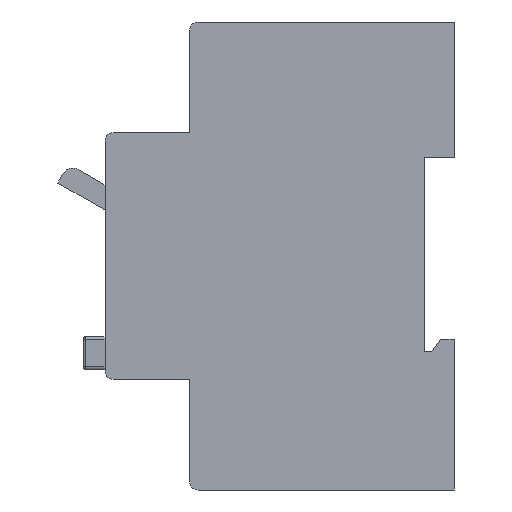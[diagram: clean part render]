
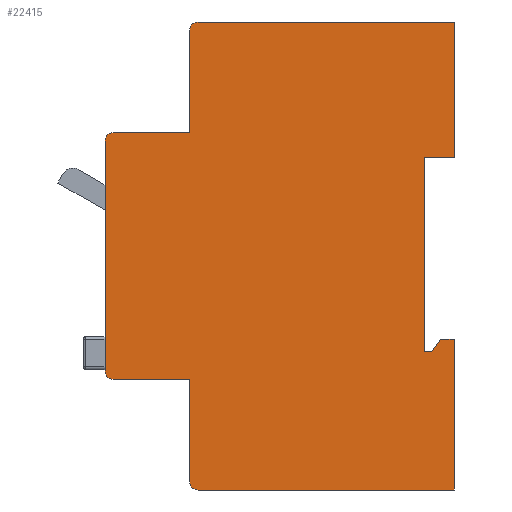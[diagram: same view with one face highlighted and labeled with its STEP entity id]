
A CAD part, left-side view. The second image highlights one B-rep face of the part: STEP entity #22415.
In plain terms, the highlighted planar face has unit normal (-1, 0, 0).
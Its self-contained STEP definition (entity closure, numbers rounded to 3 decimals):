
#35 = LINE ( 'NONE', #10194, #18117 ) ;
#124 = ORIENTED_EDGE ( 'NONE', *, *, #21065, .F. ) ;
#255 = LINE ( 'NONE', #18012, #3691 ) ;
#806 = CARTESIAN_POINT ( 'NONE',  ( -35., -29.145, -15.25 ) ) ;
#970 = AXIS2_PLACEMENT_3D ( 'NONE', #5371, #14047, #9392 ) ;
#995 = DIRECTION ( 'NONE',  ( 0., 0., 1. ) ) ;
#1024 = DIRECTION ( 'NONE',  ( -1., 0., 0. ) ) ;
#1057 = VERTEX_POINT ( 'NONE', #20683 ) ;
#1058 = CARTESIAN_POINT ( 'NONE',  ( -35., -31.645, -15.25 ) ) ;
#1346 = LINE ( 'NONE', #3582, #20242 ) ;
#1390 = ORIENTED_EDGE ( 'NONE', *, *, #14144, .F. ) ;
#1450 = DIRECTION ( 'NONE',  ( 0., -1., 0. ) ) ;
#1458 = VERTEX_POINT ( 'NONE', #10366 ) ;
#1465 = CARTESIAN_POINT ( 'NONE',  ( -35., -26.145, 18. ) ) ;
#1505 = LINE ( 'NONE', #15064, #18650 ) ;
#1518 = ORIENTED_EDGE ( 'NONE', *, *, #9015, .T. ) ;
#1528 = CARTESIAN_POINT ( 'NONE',  ( -35., 32.155, -21. ) ) ;
#2036 = EDGE_CURVE ( 'NONE', #6871, #5490, #1505, .T. ) ;
#2755 = DIRECTION ( 'NONE',  ( 0., 0., 1. ) ) ;
#2864 = VERTEX_POINT ( 'NONE', #13092 ) ;
#3042 = ORIENTED_EDGE ( 'NONE', *, *, #2036, .F. ) ;
#3056 = CARTESIAN_POINT ( 'NONE',  ( -35., 30.655, 21. ) ) ;
#3129 = LINE ( 'NONE', #15245, #10452 ) ;
#3384 = ORIENTED_EDGE ( 'NONE', *, *, #6966, .F. ) ;
#3404 = CARTESIAN_POINT ( 'NONE',  ( -35., 32.155, 22.5 ) ) ;
#3582 = CARTESIAN_POINT ( 'NONE',  ( -35., -31.645, -42.75 ) ) ;
#3691 = VECTOR ( 'NONE', #10144, 1000. ) ;
#3754 = CARTESIAN_POINT ( 'NONE',  ( -35., -31.645, 42.75 ) ) ;
#4075 = VERTEX_POINT ( 'NONE', #18687 ) ;
#4272 = VECTOR ( 'NONE', #2755, 1000. ) ;
#4455 = CARTESIAN_POINT ( 'NONE',  ( -35., 32.155, 21. ) ) ;
#4492 = CARTESIAN_POINT ( 'NONE',  ( -35., 30.655, -22.5 ) ) ;
#4571 = LINE ( 'NONE', #10537, #4272 ) ;
#4958 = VERTEX_POINT ( 'NONE', #1058 ) ;
#5067 = CARTESIAN_POINT ( 'NONE',  ( -35., 15.155, -41.25 ) ) ;
#5371 = CARTESIAN_POINT ( 'NONE',  ( -35., 0., 0. ) ) ;
#5425 = CARTESIAN_POINT ( 'NONE',  ( -35., -31.645, 18. ) ) ;
#5490 = VERTEX_POINT ( 'NONE', #4492 ) ;
#5771 = DIRECTION ( 'NONE',  ( 0., 0., -1. ) ) ;
#5783 = DIRECTION ( 'NONE',  ( 0., 0., 1. ) ) ;
#5811 = ORIENTED_EDGE ( 'NONE', *, *, #25248, .F. ) ;
#6034 = VERTEX_POINT ( 'NONE', #18111 ) ;
#6100 = VECTOR ( 'NONE', #17110, 1000. ) ;
#6191 = ORIENTED_EDGE ( 'NONE', *, *, #16952, .F. ) ;
#6218 = ORIENTED_EDGE ( 'NONE', *, *, #20499, .F. ) ;
#6633 = DIRECTION ( 'NONE',  ( 0., 1., 0. ) ) ;
#6871 = VERTEX_POINT ( 'NONE', #10888 ) ;
#6966 = EDGE_CURVE ( 'NONE', #21806, #17531, #25384, .T. ) ;
#7067 = DIRECTION ( 'NONE',  ( 0., 0., -1. ) ) ;
#7329 = PLANE ( 'NONE',  #970 ) ;
#7514 = ORIENTED_EDGE ( 'NONE', *, *, #7520, .T. ) ;
#7520 = EDGE_CURVE ( 'NONE', #21248, #25366, #12357, .T. ) ;
#7549 = EDGE_CURVE ( 'NONE', #1458, #16900, #19469, .T. ) ;
#9015 = EDGE_CURVE ( 'NONE', #4958, #9128, #22833, .T. ) ;
#9026 = DIRECTION ( 'NONE',  ( -1., 0., 0. ) ) ;
#9027 = ORIENTED_EDGE ( 'NONE', *, *, #19736, .T. ) ;
#9128 = VERTEX_POINT ( 'NONE', #806 ) ;
#9392 = DIRECTION ( 'NONE',  ( 0., 0., -1. ) ) ;
#9712 = EDGE_LOOP ( 'NONE', ( #11351, #15151, #20638, #5811, #1518, #24037, #1390, #24806, #9975, #3384, #6218, #7514, #13241, #124, #16331, #6191, #9027, #3042 ) ) ;
#9915 = EDGE_CURVE ( 'NONE', #1057, #10244, #23739, .T. ) ;
#9975 = ORIENTED_EDGE ( 'NONE', *, *, #24394, .F. ) ;
#10144 = DIRECTION ( 'NONE',  ( 0., 0.58, -0.815 ) ) ;
#10194 = CARTESIAN_POINT ( 'NONE',  ( -35., -31.645, 18. ) ) ;
#10244 = VERTEX_POINT ( 'NONE', #24457 ) ;
#10366 = CARTESIAN_POINT ( 'NONE',  ( -35., 30.655, 22.5 ) ) ;
#10452 = VECTOR ( 'NONE', #25392, 1000. ) ;
#10521 = LINE ( 'NONE', #18266, #13020 ) ;
#10537 = CARTESIAN_POINT ( 'NONE',  ( -35., 32.155, -22.5 ) ) ;
#10813 = VERTEX_POINT ( 'NONE', #18132 ) ;
#10888 = CARTESIAN_POINT ( 'NONE',  ( -35., 16.655, -22.5 ) ) ;
#11211 = CARTESIAN_POINT ( 'NONE',  ( -35., -31.645, -15.25 ) ) ;
#11224 = DIRECTION ( 'NONE',  ( 0., 0., -1. ) ) ;
#11351 = ORIENTED_EDGE ( 'NONE', *, *, #22166, .F. ) ;
#11504 = CARTESIAN_POINT ( 'NONE',  ( -35., 16.655, -42.75 ) ) ;
#12357 = CIRCLE ( 'NONE', #15722, 1.5 ) ;
#12953 = LINE ( 'NONE', #18721, #25016 ) ;
#13020 = VECTOR ( 'NONE', #6633, 1000. ) ;
#13088 = CARTESIAN_POINT ( 'NONE',  ( -35., 30.655, -21. ) ) ;
#13092 = CARTESIAN_POINT ( 'NONE',  ( -35., 15.155, -42.75 ) ) ;
#13241 = ORIENTED_EDGE ( 'NONE', *, *, #24154, .F. ) ;
#13381 = AXIS2_PLACEMENT_3D ( 'NONE', #5067, #1024, #15235 ) ;
#13519 = DIRECTION ( 'NONE',  ( 0., 0., -1. ) ) ;
#13525 = VERTEX_POINT ( 'NONE', #23558 ) ;
#13554 = LINE ( 'NONE', #3404, #18031 ) ;
#13618 = EDGE_CURVE ( 'NONE', #9128, #10813, #255, .T. ) ;
#14047 = DIRECTION ( 'NONE',  ( 1., 0., 0. ) ) ;
#14144 = EDGE_CURVE ( 'NONE', #10244, #10813, #22061, .T. ) ;
#14218 = VECTOR ( 'NONE', #17631, 1000. ) ;
#15064 = CARTESIAN_POINT ( 'NONE',  ( -35., 32.155, -22.5 ) ) ;
#15151 = ORIENTED_EDGE ( 'NONE', *, *, #16399, .T. ) ;
#15235 = DIRECTION ( 'NONE',  ( 0., 0., -1. ) ) ;
#15245 = CARTESIAN_POINT ( 'NONE',  ( -35., -31.645, 42.75 ) ) ;
#15722 = AXIS2_PLACEMENT_3D ( 'NONE', #25198, #9026, #11224 ) ;
#16331 = ORIENTED_EDGE ( 'NONE', *, *, #7549, .T. ) ;
#16399 = EDGE_CURVE ( 'NONE', #4075, #2864, #25481, .T. ) ;
#16562 = VECTOR ( 'NONE', #13519, 1000. ) ;
#16672 = CIRCLE ( 'NONE', #25420, 1.5 ) ;
#16854 = CARTESIAN_POINT ( 'NONE',  ( -35., 15.155, 42.75 ) ) ;
#16900 = VERTEX_POINT ( 'NONE', #4455 ) ;
#16952 = EDGE_CURVE ( 'NONE', #22584, #16900, #4571, .T. ) ;
#17110 = DIRECTION ( 'NONE',  ( 0., 1., 0. ) ) ;
#17531 = VERTEX_POINT ( 'NONE', #5425 ) ;
#17631 = DIRECTION ( 'NONE',  ( 0., 0., -1. ) ) ;
#18012 = CARTESIAN_POINT ( 'NONE',  ( -35., -29.145, -15.25 ) ) ;
#18031 = VECTOR ( 'NONE', #1450, 1000. ) ;
#18111 = CARTESIAN_POINT ( 'NONE',  ( -35., 16.655, 22.5 ) ) ;
#18117 = VECTOR ( 'NONE', #25760, 1000. ) ;
#18132 = CARTESIAN_POINT ( 'NONE',  ( -35., -27.545, -17.5 ) ) ;
#18266 = CARTESIAN_POINT ( 'NONE',  ( -35., -31.645, -42.75 ) ) ;
#18650 = VECTOR ( 'NONE', #23005, 1000. ) ;
#18687 = CARTESIAN_POINT ( 'NONE',  ( -35., 16.655, -41.25 ) ) ;
#18720 = DIRECTION ( 'NONE',  ( -1., 0., 0. ) ) ;
#18721 = CARTESIAN_POINT ( 'NONE',  ( -35., 16.655, 42.75 ) ) ;
#19469 = CIRCLE ( 'NONE', #22357, 1.5 ) ;
#19736 = EDGE_CURVE ( 'NONE', #22584, #5490, #16672, .T. ) ;
#20242 = VECTOR ( 'NONE', #5771, 1000. ) ;
#20499 = EDGE_CURVE ( 'NONE', #21248, #21806, #3129, .T. ) ;
#20638 = ORIENTED_EDGE ( 'NONE', *, *, #21461, .F. ) ;
#20683 = CARTESIAN_POINT ( 'NONE',  ( -35., -26.145, 18. ) ) ;
#21065 = EDGE_CURVE ( 'NONE', #1458, #6034, #13554, .T. ) ;
#21248 = VERTEX_POINT ( 'NONE', #16854 ) ;
#21461 = EDGE_CURVE ( 'NONE', #13525, #2864, #10521, .T. ) ;
#21806 = VERTEX_POINT ( 'NONE', #3754 ) ;
#22038 = VECTOR ( 'NONE', #24392, 1000. ) ;
#22061 = LINE ( 'NONE', #24267, #22038 ) ;
#22166 = EDGE_CURVE ( 'NONE', #4075, #6871, #23520, .T. ) ;
#22357 = AXIS2_PLACEMENT_3D ( 'NONE', #3056, #24928, #7067 ) ;
#22415 = ADVANCED_FACE ( 'NONE', ( #25310 ), #7329, .F. ) ;
#22584 = VERTEX_POINT ( 'NONE', #1528 ) ;
#22613 = DIRECTION ( 'NONE',  ( 0., 0., -1. ) ) ;
#22833 = LINE ( 'NONE', #11211, #6100 ) ;
#23005 = DIRECTION ( 'NONE',  ( 0., 1., 0. ) ) ;
#23075 = VECTOR ( 'NONE', #5783, 1000. ) ;
#23167 = CARTESIAN_POINT ( 'NONE',  ( -35., -31.645, -42.75 ) ) ;
#23520 = LINE ( 'NONE', #11504, #23075 ) ;
#23558 = CARTESIAN_POINT ( 'NONE',  ( -35., -31.645, -42.75 ) ) ;
#23739 = LINE ( 'NONE', #1465, #14218 ) ;
#24037 = ORIENTED_EDGE ( 'NONE', *, *, #13618, .T. ) ;
#24154 = EDGE_CURVE ( 'NONE', #6034, #25366, #12953, .T. ) ;
#24267 = CARTESIAN_POINT ( 'NONE',  ( -35., -31.645, -17.5 ) ) ;
#24392 = DIRECTION ( 'NONE',  ( 0., -1., 0. ) ) ;
#24394 = EDGE_CURVE ( 'NONE', #17531, #1057, #35, .T. ) ;
#24457 = CARTESIAN_POINT ( 'NONE',  ( -35., -26.145, -17.5 ) ) ;
#24806 = ORIENTED_EDGE ( 'NONE', *, *, #9915, .F. ) ;
#24928 = DIRECTION ( 'NONE',  ( -1., 0., 0. ) ) ;
#25016 = VECTOR ( 'NONE', #995, 1000. ) ;
#25198 = CARTESIAN_POINT ( 'NONE',  ( -35., 15.155, 41.25 ) ) ;
#25248 = EDGE_CURVE ( 'NONE', #4958, #13525, #1346, .T. ) ;
#25310 = FACE_OUTER_BOUND ( 'NONE', #9712, .T. ) ;
#25366 = VERTEX_POINT ( 'NONE', #25606 ) ;
#25384 = LINE ( 'NONE', #23167, #16562 ) ;
#25392 = DIRECTION ( 'NONE',  ( 0., -1., 0. ) ) ;
#25420 = AXIS2_PLACEMENT_3D ( 'NONE', #13088, #18720, #22613 ) ;
#25481 = CIRCLE ( 'NONE', #13381, 1.5 ) ;
#25606 = CARTESIAN_POINT ( 'NONE',  ( -35., 16.655, 41.25 ) ) ;
#25760 = DIRECTION ( 'NONE',  ( 0., 1., 0. ) ) ;
